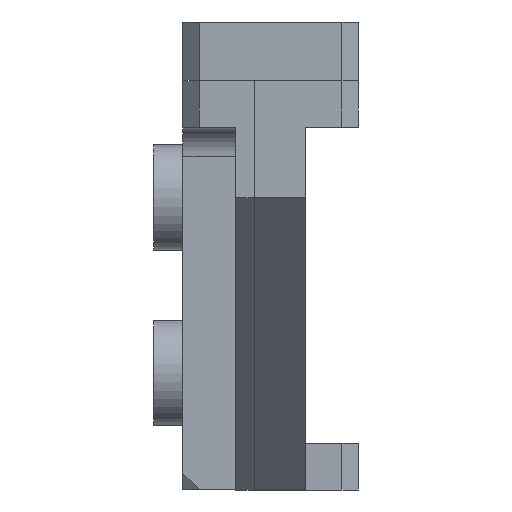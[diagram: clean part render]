
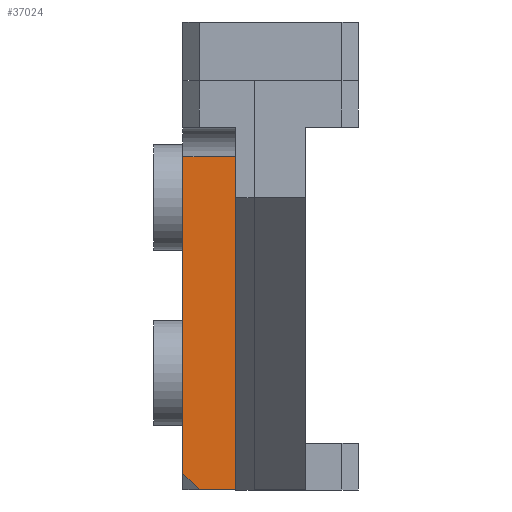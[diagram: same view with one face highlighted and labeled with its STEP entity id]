
A CAD part, left-side view. The second image highlights one B-rep face of the part: STEP entity #37024.
In plain terms, the highlighted planar face has unit normal (-1, 0, 0).
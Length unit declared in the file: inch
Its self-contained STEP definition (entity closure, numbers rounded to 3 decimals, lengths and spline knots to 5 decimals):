
#584 = VECTOR ( 'NONE', #29779, 39.37008 ) ;
#846 = VECTOR ( 'NONE', #42926, 39.37008 ) ;
#1076 = DIRECTION ( 'NONE',  ( 0., -0.707, -0.707 ) ) ;
#1694 = LINE ( 'NONE', #19339, #584 ) ;
#4080 = FACE_OUTER_BOUND ( 'NONE', #25075, .T. ) ;
#5181 = LINE ( 'NONE', #15536, #846 ) ;
#6320 = CARTESIAN_POINT ( 'NONE',  ( -0.45521, 3.24568, 3.26905 ) ) ;
#9361 = EDGE_CURVE ( 'NONE', #10179, #14836, #5181, .T. ) ;
#9606 = VERTEX_POINT ( 'NONE', #6320 ) ;
#9835 = VERTEX_POINT ( 'NONE', #18561 ) ;
#10076 = VECTOR ( 'NONE', #1076, 39.37008 ) ;
#10152 = CARTESIAN_POINT ( 'NONE',  ( -0.45521, 3.09068, 4.69405 ) ) ;
#10179 = VERTEX_POINT ( 'NONE', #10152 ) ;
#10414 = EDGE_CURVE ( 'NONE', #14836, #43620, #41046, .T. ) ;
#13486 = ORIENTED_EDGE ( 'NONE', *, *, #43290, .T. ) ;
#14836 = VERTEX_POINT ( 'NONE', #30765 ) ;
#14893 = LINE ( 'NONE', #38356, #10076 ) ;
#15022 = DIRECTION ( 'NONE',  ( -1., 0., 0. ) ) ;
#15536 = CARTESIAN_POINT ( 'NONE',  ( -0.45521, 3.31568, 4.69405 ) ) ;
#18561 = CARTESIAN_POINT ( 'NONE',  ( -0.45521, 3.09068, 3.26905 ) ) ;
#18572 = ORIENTED_EDGE ( 'NONE', *, *, #9361, .T. ) ;
#19339 = CARTESIAN_POINT ( 'NONE',  ( -0.45521, 3.09068, 4.76905 ) ) ;
#22007 = LINE ( 'NONE', #42116, #24646 ) ;
#22892 = EDGE_CURVE ( 'NONE', #10179, #9835, #1694, .T. ) ;
#24646 = VECTOR ( 'NONE', #31907, 39.37008 ) ;
#24994 = PLANE ( 'NONE',  #34819 ) ;
#25075 = EDGE_LOOP ( 'NONE', ( #43483, #13486, #43183, #35750, #18572 ) ) ;
#28646 = DIRECTION ( 'NONE',  ( 0., 0., -1. ) ) ;
#29779 = DIRECTION ( 'NONE',  ( 0., 0., -1. ) ) ;
#30765 = CARTESIAN_POINT ( 'NONE',  ( -0.45521, 3.31568, 4.69405 ) ) ;
#31907 = DIRECTION ( 'NONE',  ( 0., -1., 0. ) ) ;
#33952 = CARTESIAN_POINT ( 'NONE',  ( -0.45521, 3.31568, 3.33905 ) ) ;
#34772 = CARTESIAN_POINT ( 'NONE',  ( -0.45521, 3.31568, 4.76905 ) ) ;
#34819 = AXIS2_PLACEMENT_3D ( 'NONE', #35199, #15022, #38786 ) ;
#35199 = CARTESIAN_POINT ( 'NONE',  ( -0.45521, 5.16027, 4.76905 ) ) ;
#35750 = ORIENTED_EDGE ( 'NONE', *, *, #22892, .F. ) ;
#37024 = ADVANCED_FACE ( 'NONE', ( #4080 ), #24994, .T. ) ;
#37816 = VECTOR ( 'NONE', #28646, 39.37008 ) ;
#38356 = CARTESIAN_POINT ( 'NONE',  ( -0.45521, 4.95298, 4.97635 ) ) ;
#38786 = DIRECTION ( 'NONE',  ( 0., 0., 1. ) ) ;
#40204 = EDGE_CURVE ( 'NONE', #9606, #9835, #22007, .T. ) ;
#41046 = LINE ( 'NONE', #34772, #37816 ) ;
#42116 = CARTESIAN_POINT ( 'NONE',  ( -0.45521, 5.16027, 3.26905 ) ) ;
#42926 = DIRECTION ( 'NONE',  ( 0., 1., 0. ) ) ;
#43183 = ORIENTED_EDGE ( 'NONE', *, *, #40204, .T. ) ;
#43290 = EDGE_CURVE ( 'NONE', #43620, #9606, #14893, .T. ) ;
#43483 = ORIENTED_EDGE ( 'NONE', *, *, #10414, .T. ) ;
#43620 = VERTEX_POINT ( 'NONE', #33952 ) ;
